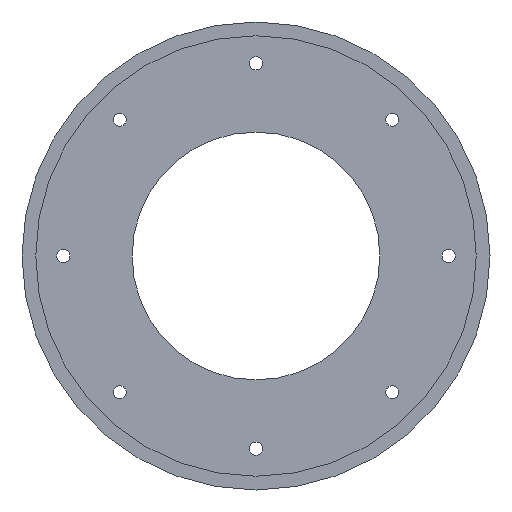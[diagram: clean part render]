
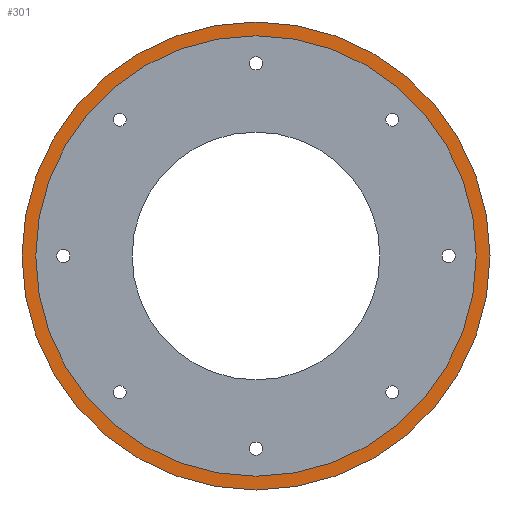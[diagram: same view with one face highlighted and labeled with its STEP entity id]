
A CAD part, front view. The second image highlights one B-rep face of the part: STEP entity #301.
In plain terms, the highlighted planar face has unit normal (0, -1, 0).
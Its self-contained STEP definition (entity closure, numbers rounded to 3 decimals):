
#11 = CARTESIAN_POINT ( 'NONE',  ( 0., 0.6, -42.5 ) ) ;
#16 = AXIS2_PLACEMENT_3D ( 'NONE', #377, #46, #310 ) ;
#46 = DIRECTION ( 'NONE',  ( 0., 1., 0. ) ) ;
#69 = DIRECTION ( 'NONE',  ( 0., 0., 1. ) ) ;
#84 = VERTEX_POINT ( 'NONE', #492 ) ;
#127 = FACE_OUTER_BOUND ( 'NONE', #456, .T. ) ;
#130 = CARTESIAN_POINT ( 'NONE',  ( 0., 0.6, 40. ) ) ;
#131 = AXIS2_PLACEMENT_3D ( 'NONE', #361, #624, #764 ) ;
#156 = EDGE_CURVE ( 'NONE', #297, #673, #510, .T. ) ;
#192 = CARTESIAN_POINT ( 'NONE',  ( 0., 0.6, -40. ) ) ;
#208 = CIRCLE ( 'NONE', #131, 42.5 ) ;
#249 = CIRCLE ( 'NONE', #324, 42.5 ) ;
#258 = FACE_BOUND ( 'NONE', #501, .T. ) ;
#288 = ORIENTED_EDGE ( 'NONE', *, *, #423, .F. ) ;
#297 = VERTEX_POINT ( 'NONE', #192 ) ;
#301 = ADVANCED_FACE ( 'NONE', ( #258, #127 ), #663, .F. ) ;
#310 = DIRECTION ( 'NONE',  ( 0., 0., 1. ) ) ;
#324 = AXIS2_PLACEMENT_3D ( 'NONE', #418, #549, #758 ) ;
#343 = CARTESIAN_POINT ( 'NONE',  ( 0., 0.6, 0. ) ) ;
#361 = CARTESIAN_POINT ( 'NONE',  ( 0., 0.6, 0. ) ) ;
#377 = CARTESIAN_POINT ( 'NONE',  ( 0., 0.6, 0. ) ) ;
#418 = CARTESIAN_POINT ( 'NONE',  ( 0., 0.6, 0. ) ) ;
#423 = EDGE_CURVE ( 'NONE', #84, #507, #249, .T. ) ;
#426 = ORIENTED_EDGE ( 'NONE', *, *, #156, .T. ) ;
#447 = EDGE_CURVE ( 'NONE', #507, #84, #208, .T. ) ;
#456 = EDGE_LOOP ( 'NONE', ( #787, #288 ) ) ;
#483 = DIRECTION ( 'NONE',  ( 0., 0., 1. ) ) ;
#484 = AXIS2_PLACEMENT_3D ( 'NONE', #630, #823, #483 ) ;
#492 = CARTESIAN_POINT ( 'NONE',  ( 0., 0.6, 42.5 ) ) ;
#501 = EDGE_LOOP ( 'NONE', ( #426, #520 ) ) ;
#507 = VERTEX_POINT ( 'NONE', #11 ) ;
#510 = CIRCLE ( 'NONE', #484, 40. ) ;
#520 = ORIENTED_EDGE ( 'NONE', *, *, #641, .T. ) ;
#531 = DIRECTION ( 'NONE',  ( 0., 1., 0. ) ) ;
#549 = DIRECTION ( 'NONE',  ( 0., 1., 0. ) ) ;
#624 = DIRECTION ( 'NONE',  ( 0., 1., 0. ) ) ;
#627 = CIRCLE ( 'NONE', #16, 40. ) ;
#630 = CARTESIAN_POINT ( 'NONE',  ( 0., 0.6, 0. ) ) ;
#641 = EDGE_CURVE ( 'NONE', #673, #297, #627, .T. ) ;
#663 = PLANE ( 'NONE',  #768 ) ;
#673 = VERTEX_POINT ( 'NONE', #130 ) ;
#758 = DIRECTION ( 'NONE',  ( 0., 0., 1. ) ) ;
#764 = DIRECTION ( 'NONE',  ( 0., 0., 1. ) ) ;
#768 = AXIS2_PLACEMENT_3D ( 'NONE', #343, #531, #69 ) ;
#787 = ORIENTED_EDGE ( 'NONE', *, *, #447, .F. ) ;
#823 = DIRECTION ( 'NONE',  ( 0., 1., 0. ) ) ;
